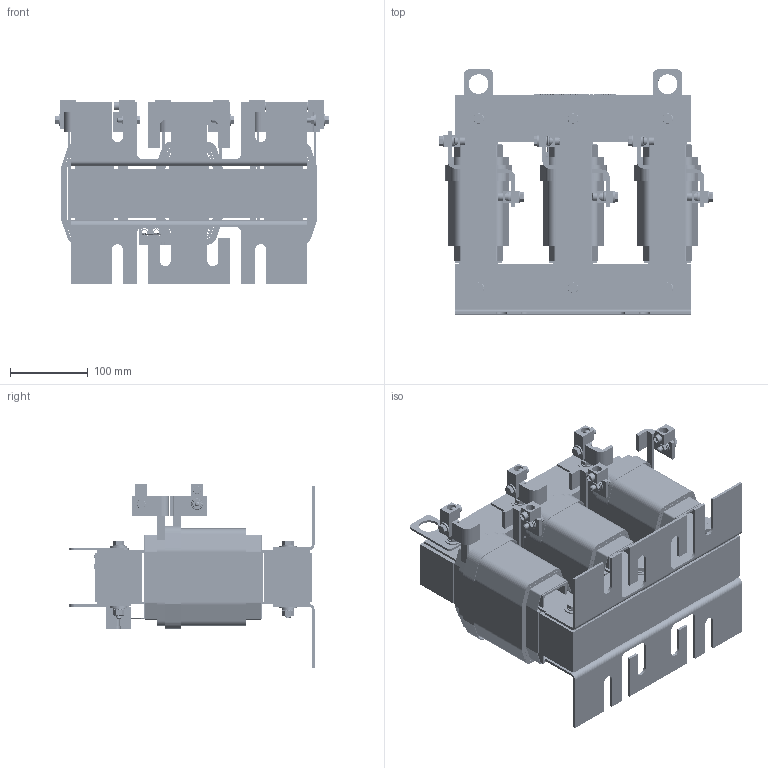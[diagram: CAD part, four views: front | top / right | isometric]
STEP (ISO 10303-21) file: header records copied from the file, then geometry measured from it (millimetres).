
FILE_DESCRIPTION(/* description */ (''),/* implementation_level */ '2;1');
FILE_NAME(/* name */ 'KLRUL80APTMG.stp',/* time_stamp */ '2023-05-03T11:13:58-05:00',/* author */ ('DWROBLEW'),/* organization */ (''),/* preprocessor_version */ 'ST-DEVELOPER v19.2',/* originating_system */ 'Autodesk Inventor 2023',/* authorisation */ '');
FILE_SCHEMA (('AUTOMOTIVE_DESIGN { 1 0 10303 214 3 1 1 }'));
Products named in the file (40): KLRUL80APTMG; ktrmg80a; 21513-2.50; 30097- LARGE  BLANK  (REACTOR); 31615; Part2; 29536-1; 21621-REV-A; 29536 CORE WRAP; 21085-1; 21514; 29536-1 coil; 29536-1 outer wrap 2; 29536-1 outer wrap 1; 15465; 31621-1; 28453; 28453_1; 11923insert-hex head; 11923-1; 11923-HEX SCREW; 32539-31829-1714; 32539; Thermal Switch Wired L- 31553 Bracket; TS1 WIRE L-31553 BRACKET; TS2 WIRE l-31553 bracket; 29477-SHORT LEADS; TS1A WIRE KTR5C; TS2 WIRE straight; 11619-31829-1714; 31829; 11619-Better; 1714-better; 31553-1; 14926; 1745 and 1763; 1745; 1505 & 1763; 1763; 1505
Assembly tree (81 placements, depth 5):
  KLRUL80APTMG
    ktrmg80a
      21513-2.50  x2
      30097- LARGE  BLANK  (REACTOR)
      31615
      Part2  x2
      29536-1  x3
        21621-REV-A
        29536 CORE WRAP
        21085-1
        21514
        29536-1 coil
        29536-1 outer wrap 2
        29536-1 outer wrap 1
        15465
      31621-1  x2
      28453
        28453_1
        11923insert-hex head  x3
          11923-1
          11923-HEX SCREW
      11619-31829-1714  x6
        31829
        11619-Better
        1714-better
      32539-31829-1714  x6
        32539
        31829
        1714-better
      Thermal Switch Wired L- 31553 Bracket
        TS1 WIRE L-31553 BRACKET
        TS2 WIRE l-31553 bracket
        29477-SHORT LEADS
        TS1A WIRE KTR5C  x2
        TS2 WIRE straight  x2
      31553-1
    1745 and 1763  x6
      1745
      1763
    1505 & 1763  x6
      1763
      1505
    14926  x6
Bounding box: 353.31 x 316.23 x 237.87 mm (x, y, z)
Volume: 6081839 mm3; surface area: 2196564.1 mm2
Topology: 194 solids, 194 shells, 6141 faces, 16462 edges, 10814 vertices
Faces by surface type: plane 2816, cylinder 2613, bspline 366, cone 318, torus 24, sphere 4
Full cylindrical faces by diameter (mm): 1.524 x14, 4.166 x2, 4.496 x3, 4.724 x2, 5.172 x30, 5.988 x396, 6.35 x42, 6.41 x24, 6.604 x6, 7.01 x6, 7.036 x6, 7.137 x12, 7.938 x420, 8.128 x12, 8.636 x12, 9.144 x12, 9.525 x8, 9.652 x6, 9.906 x2, 10.312 x6, 10.317 x6, 11.144 x6, 12.095 x6, 14.859 x6, 15.748 x12, 15.875 x12, 22.225 x12, 25.4 x2
Entity records: 81164 total; most frequent: CARTESIAN_POINT 28363, ORIENTED_EDGE 11218, DIRECTION 9867, EDGE_CURVE 5609, VERTEX_POINT 3704, LINE 3551, VECTOR 3551, AXIS2_PLACEMENT_3D 3158
